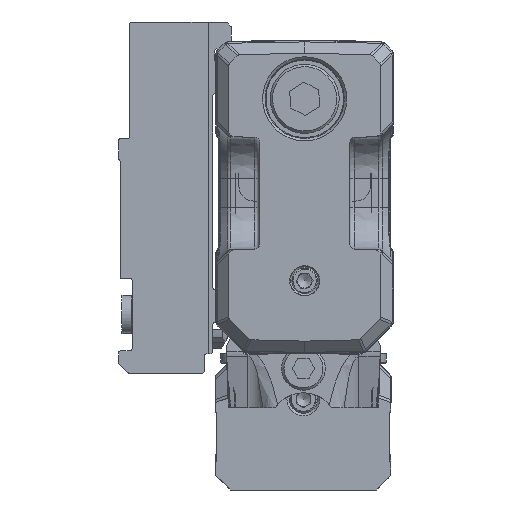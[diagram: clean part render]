
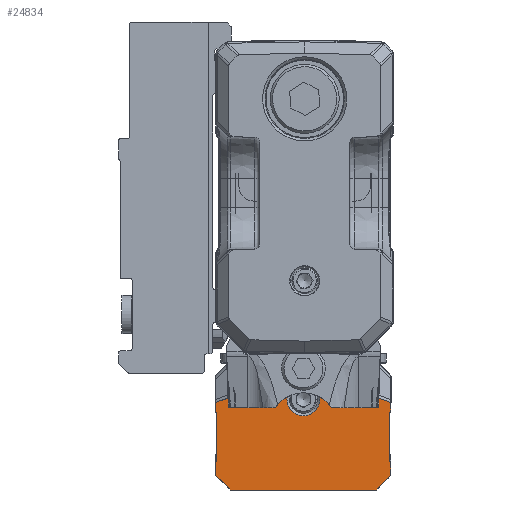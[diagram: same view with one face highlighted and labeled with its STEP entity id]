
A CAD part, front view. The second image highlights one B-rep face of the part: STEP entity #24834.
In plain terms, the highlighted planar face has unit normal (0, -1, 0).
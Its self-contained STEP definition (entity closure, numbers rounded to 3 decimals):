
#9632=FACE_BOUND('',#40942,.T.);
#9633=FACE_BOUND('',#40943,.T.);
#24834=ADVANCED_FACE('',(#9632,#9633),#28409,.F.);
#28409=PLANE('',#131461);
#40942=EDGE_LOOP('',(#69170,#69171,#69172,#69173,#69174,#69175,#69176,#69177,
#69178,#69179,#69180,#69181,#69182,#69183,#69184,#69185,#69186,#69187,#69188,
#69189,#69190,#69191));
#40943=EDGE_LOOP('',(#69192));
#69170=ORIENTED_EDGE('',*,*,#97194,.T.);
#69171=ORIENTED_EDGE('',*,*,#94289,.T.);
#69172=ORIENTED_EDGE('',*,*,#94290,.F.);
#69173=ORIENTED_EDGE('',*,*,#94308,.T.);
#69174=ORIENTED_EDGE('',*,*,#97193,.T.);
#69175=ORIENTED_EDGE('',*,*,#96942,.T.);
#69176=ORIENTED_EDGE('',*,*,#94876,.F.);
#69177=ORIENTED_EDGE('',*,*,#97009,.T.);
#69178=ORIENTED_EDGE('',*,*,#97181,.T.);
#69179=ORIENTED_EDGE('',*,*,#94363,.T.);
#69180=ORIENTED_EDGE('',*,*,#94349,.T.);
#69181=ORIENTED_EDGE('',*,*,#94338,.T.);
#69182=ORIENTED_EDGE('',*,*,#94863,.T.);
#69183=ORIENTED_EDGE('',*,*,#97012,.F.);
#69184=ORIENTED_EDGE('',*,*,#96660,.F.);
#69185=ORIENTED_EDGE('',*,*,#96662,.F.);
#69186=ORIENTED_EDGE('',*,*,#97071,.F.);
#69187=ORIENTED_EDGE('',*,*,#94814,.T.);
#69188=ORIENTED_EDGE('',*,*,#97073,.T.);
#69189=ORIENTED_EDGE('',*,*,#96967,.T.);
#69190=ORIENTED_EDGE('',*,*,#96966,.T.);
#69191=ORIENTED_EDGE('',*,*,#96647,.T.);
#69192=ORIENTED_EDGE('',*,*,#94590,.T.);
#80352=VERTEX_POINT('',#209818);
#80353=VERTEX_POINT('',#209820);
#80354=VERTEX_POINT('',#209824);
#80369=VERTEX_POINT('',#209858);
#80390=VERTEX_POINT('',#209915);
#80393=VERTEX_POINT('',#209920);
#80403=VERTEX_POINT('',#209944);
#80412=VERTEX_POINT('',#209968);
#80598=VERTEX_POINT('',#210532);
#80776=VERTEX_POINT('',#211039);
#80777=VERTEX_POINT('',#211041);
#80823=VERTEX_POINT('',#211200);
#80832=VERTEX_POINT('',#211224);
#80833=VERTEX_POINT('',#211226);
#81958=VERTEX_POINT('',#222846);
#81959=VERTEX_POINT('',#222848);
#81965=VERTEX_POINT('',#222869);
#81966=VERTEX_POINT('',#222871);
#81967=VERTEX_POINT('',#222875);
#82085=VERTEX_POINT('',#224555);
#82096=VERTEX_POINT('',#224638);
#82097=VERTEX_POINT('',#224642);
#82111=VERTEX_POINT('',#224797);
#94289=EDGE_CURVE('',#80352,#80353,#106162,.T.);
#94290=EDGE_CURVE('',#80354,#80353,#106163,.T.);
#94308=EDGE_CURVE('',#80354,#80369,#106176,.T.);
#94338=EDGE_CURVE('',#80390,#80393,#106197,.T.);
#94349=EDGE_CURVE('',#80403,#80390,#106203,.T.);
#94363=EDGE_CURVE('',#80412,#80403,#106214,.T.);
#94590=EDGE_CURVE('',#80598,#80598,#119992,.T.);
#94814=EDGE_CURVE('',#80777,#80776,#106426,.T.);
#94863=EDGE_CURVE('',#80393,#80823,#106445,.T.);
#94876=EDGE_CURVE('',#80832,#80833,#106455,.T.);
#96647=EDGE_CURVE('',#81959,#81958,#107083,.T.);
#96660=EDGE_CURVE('',#81966,#81965,#120552,.T.);
#96662=EDGE_CURVE('',#81967,#81966,#107096,.T.);
#96942=EDGE_CURVE('',#82085,#80833,#107244,.T.);
#96966=EDGE_CURVE('',#82096,#81959,#120586,.T.);
#96967=EDGE_CURVE('',#82097,#82096,#107260,.T.);
#97009=EDGE_CURVE('',#80832,#82111,#107294,.T.);
#97012=EDGE_CURVE('',#81965,#80823,#107297,.T.);
#97071=EDGE_CURVE('',#80777,#81967,#120602,.T.);
#97073=EDGE_CURVE('',#80776,#82097,#120603,.T.);
#97181=EDGE_CURVE('',#82111,#80412,#107395,.T.);
#97193=EDGE_CURVE('',#80369,#82085,#107407,.T.);
#97194=EDGE_CURVE('',#81958,#80352,#107408,.T.);
#106162=LINE('',#209821,#115379);
#106163=LINE('',#209823,#115380);
#106176=LINE('',#209859,#115393);
#106197=LINE('',#209921,#115414);
#106203=LINE('',#209943,#115420);
#106214=LINE('',#209971,#115431);
#106426=LINE('',#211040,#115643);
#106445=LINE('',#211201,#115662);
#106455=LINE('',#211225,#115672);
#107083=LINE('',#222847,#116373);
#107096=LINE('',#222876,#116386);
#107244=LINE('',#224557,#116534);
#107260=LINE('',#224641,#116550);
#107294=LINE('',#224798,#116584);
#107297=LINE('',#224804,#116587);
#107395=LINE('',#225471,#116685);
#107407=LINE('',#225501,#116697);
#107408=LINE('',#225504,#116698);
#115379=VECTOR('',#152471,1.);
#115380=VECTOR('',#152474,1.);
#115393=VECTOR('',#152501,1.);
#115414=VECTOR('',#152556,1.);
#115420=VECTOR('',#152576,1.);
#115431=VECTOR('',#152599,1.);
#115643=VECTOR('',#153541,1.);
#115662=VECTOR('',#153602,1.);
#115672=VECTOR('',#153622,1.);
#116373=VECTOR('',#156357,1.);
#116386=VECTOR('',#156384,1.);
#116534=VECTOR('',#156900,1.);
#116550=VECTOR('',#156982,1.);
#116584=VECTOR('',#157072,1.);
#116587=VECTOR('',#157079,1.);
#116685=VECTOR('',#157503,1.);
#116697=VECTOR('',#157551,1.);
#116698=VECTOR('',#157556,1.);
#119992=CIRCLE('',#129803,1.7);
#120552=CIRCLE('',#131028,0.8);
#120586=CIRCLE('',#131245,0.8);
#120602=CIRCLE('',#131337,0.8);
#120603=CIRCLE('',#131341,0.8);
#129803=AXIS2_PLACEMENT_3D('',#210531,#153076,#153077);
#131028=AXIS2_PLACEMENT_3D('',#222872,#156379,#156380);
#131245=AXIS2_PLACEMENT_3D('',#224639,#156978,#156979);
#131337=AXIS2_PLACEMENT_3D('',#225121,#157223,#157224);
#131341=AXIS2_PLACEMENT_3D('',#225126,#157232,#157233);
#131461=AXIS2_PLACEMENT_3D('',#225506,#157559,#157560);
#152471=DIRECTION('',(1.,0.,0.));
#152474=DIRECTION('',(0.,0.,1.));
#152501=DIRECTION('',(-1.,0.,0.));
#152556=DIRECTION('',(1.,0.,0.));
#152576=DIRECTION('',(0.,0.,1.));
#152599=DIRECTION('',(-1.,0.,0.));
#153076=DIRECTION('',(0.,1.,0.));
#153077=DIRECTION('',(-1.,0.,0.));
#153541=DIRECTION('',(-1.,0.,0.));
#153602=DIRECTION('',(0.,0.,1.));
#153622=DIRECTION('',(-1.,0.,0.));
#156357=DIRECTION('',(-0.94,0.,-0.342));
#156379=DIRECTION('',(0.,-1.,0.));
#156380=DIRECTION('',(-1.,0.,0.));
#156384=DIRECTION('',(-0.5,0.,-0.866));
#156900=DIRECTION('',(0.707,0.,-0.707));
#156978=DIRECTION('',(0.,1.,0.));
#156979=DIRECTION('',(-1.,0.,0.));
#156982=DIRECTION('',(0.5,0.,-0.866));
#157072=DIRECTION('',(0.707,0.,0.707));
#157079=DIRECTION('',(0.94,0.,-0.342));
#157223=DIRECTION('',(0.,1.,0.));
#157224=DIRECTION('',(-1.,0.,0.));
#157232=DIRECTION('',(0.,-1.,0.));
#157233=DIRECTION('',(-1.,0.,0.));
#157503=DIRECTION('',(0.,0.,1.));
#157551=DIRECTION('',(0.,0.,-1.));
#157556=DIRECTION('',(0.,0.,-1.));
#157559=DIRECTION('',(0.,1.,0.));
#157560=DIRECTION('',(0.,0.,1.));
#209818=CARTESIAN_POINT('',(-9.,227.5,-38.2));
#209820=CARTESIAN_POINT('',(-8.885,227.5,-38.2));
#209821=CARTESIAN_POINT('',(0.,227.5,-38.2));
#209823=CARTESIAN_POINT('',(-8.885,227.5,-46.2));
#209824=CARTESIAN_POINT('',(-8.885,227.5,-43.285));
#209858=CARTESIAN_POINT('',(-9.,227.5,-43.285));
#209859=CARTESIAN_POINT('',(0.,227.5,-43.285));
#209915=CARTESIAN_POINT('',(8.885,227.5,-38.2));
#209920=CARTESIAN_POINT('',(9.,227.5,-38.2));
#209921=CARTESIAN_POINT('',(0.,227.5,-38.2));
#209943=CARTESIAN_POINT('',(8.885,227.5,-46.2));
#209944=CARTESIAN_POINT('',(8.885,227.5,-43.285));
#209968=CARTESIAN_POINT('',(9.,227.5,-43.285));
#209971=CARTESIAN_POINT('',(0.,227.5,-43.285));
#210531=CARTESIAN_POINT('',(0.,227.5,-36.874));
#210532=CARTESIAN_POINT('',(-1.7,227.5,-36.874));
#211039=CARTESIAN_POINT('',(-5.922,227.5,-33.2));
#211040=CARTESIAN_POINT('',(0.,227.5,-33.2));
#211041=CARTESIAN_POINT('',(5.922,227.5,-33.2));
#211200=CARTESIAN_POINT('',(9.,227.5,-37.2));
#211201=CARTESIAN_POINT('',(9.,227.5,-46.2));
#211224=CARTESIAN_POINT('',(7.5,227.5,-46.2));
#211225=CARTESIAN_POINT('',(0.,227.5,-46.2));
#211226=CARTESIAN_POINT('',(-7.5,227.5,-46.2));
#222846=CARTESIAN_POINT('',(-9.,227.5,-37.2));
#222847=CARTESIAN_POINT('',(-3.945,227.5,-35.36));
#222848=CARTESIAN_POINT('',(-5.922,227.5,-36.08));
#222869=CARTESIAN_POINT('',(5.922,227.5,-36.08));
#222871=CARTESIAN_POINT('',(5.502,227.5,-34.928));
#222872=CARTESIAN_POINT('',(6.195,227.5,-35.328));
#222875=CARTESIAN_POINT('',(5.985,227.5,-34.092));
#222876=CARTESIAN_POINT('',(-0.754,227.5,-45.765));
#224555=CARTESIAN_POINT('',(-9.,227.5,-44.7));
#224557=CARTESIAN_POINT('',(-3.75,227.5,-49.95));
#224638=CARTESIAN_POINT('',(-5.502,227.5,-34.928));
#224639=CARTESIAN_POINT('',(-6.195,227.5,-35.328));
#224641=CARTESIAN_POINT('',(0.754,227.5,-45.765));
#224642=CARTESIAN_POINT('',(-5.985,227.5,-34.092));
#224797=CARTESIAN_POINT('',(9.,227.5,-44.7));
#224798=CARTESIAN_POINT('',(3.75,227.5,-49.95));
#224804=CARTESIAN_POINT('',(3.945,227.5,-35.36));
#225121=CARTESIAN_POINT('',(5.292,227.5,-33.692));
#225126=CARTESIAN_POINT('',(-5.292,227.5,-33.692));
#225471=CARTESIAN_POINT('',(9.,227.5,-46.2));
#225501=CARTESIAN_POINT('',(-9.,227.5,-46.2));
#225504=CARTESIAN_POINT('',(-9.,227.5,-46.2));
#225506=CARTESIAN_POINT('',(0.,227.5,-46.2));
